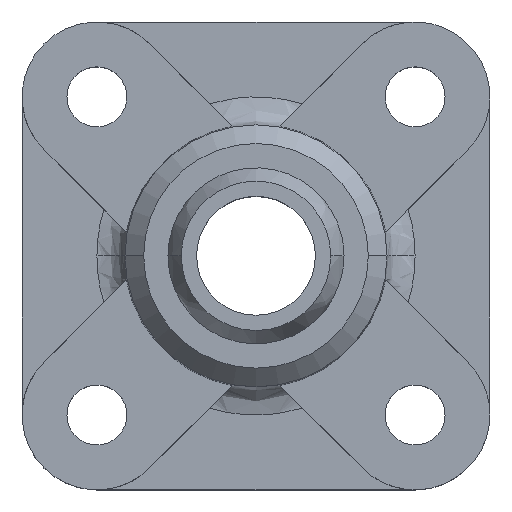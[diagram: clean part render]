
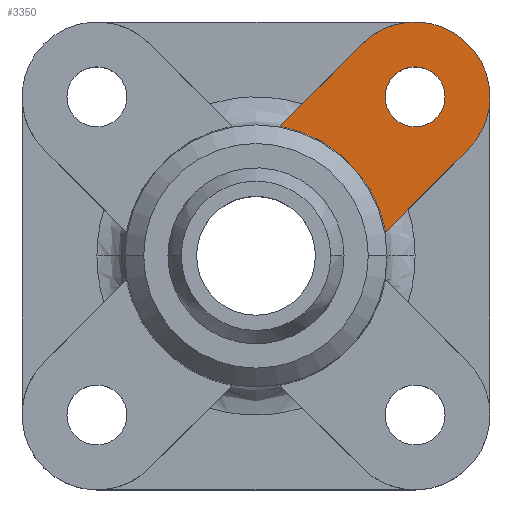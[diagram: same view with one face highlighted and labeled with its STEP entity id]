
A CAD part, top view. The second image highlights one B-rep face of the part: STEP entity #3350.
In plain terms, the highlighted planar face has unit normal (0, 0, 1).
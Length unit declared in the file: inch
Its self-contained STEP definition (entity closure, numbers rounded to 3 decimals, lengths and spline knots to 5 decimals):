
#8 = DIRECTION ( 'NONE',  ( 0., 0., -1. ) ) ;
#161 = AXIS2_PLACEMENT_3D ( 'NONE', #2561, #2866, #3770 ) ;
#179 = EDGE_CURVE ( 'NONE', #3630, #1842, #857, .T. ) ;
#306 = CARTESIAN_POINT ( 'NONE',  ( 0.05018, 0.27289, 0.17717 ) ) ;
#454 = CARTESIAN_POINT ( 'NONE',  ( 0., 0., 0.17717 ) ) ;
#455 = CARTESIAN_POINT ( 'NONE',  ( 0.39764, 0.33465, 0.17717 ) ) ;
#721 = AXIS2_PLACEMENT_3D ( 'NONE', #454, #3130, #1320 ) ;
#811 = EDGE_CURVE ( 'NONE', #1842, #3578, #2763, .T. ) ;
#857 = LINE ( 'NONE', #306, #1920 ) ;
#938 = VERTEX_POINT ( 'NONE', #455 ) ;
#977 = EDGE_CURVE ( 'NONE', #938, #3247, #2433, .T. ) ;
#1099 = CARTESIAN_POINT ( 'NONE',  ( 0.446, 0.22329, 0.17717 ) ) ;
#1140 = CARTESIAN_POINT ( 'NONE',  ( 0.33465, 0.33465, 0.17717 ) ) ;
#1192 = ORIENTED_EDGE ( 'NONE', *, *, #1281, .F. ) ;
#1281 = EDGE_CURVE ( 'NONE', #2411, #2605, #3393, .T. ) ;
#1320 = DIRECTION ( 'NONE',  ( -1., 0., 0. ) ) ;
#1412 = DIRECTION ( 'NONE',  ( 1., 0., 0. ) ) ;
#1507 = CIRCLE ( 'NONE', #3453, 0.06299 ) ;
#1537 = ORIENTED_EDGE ( 'NONE', *, *, #811, .F. ) ;
#1560 = ORIENTED_EDGE ( 'NONE', *, *, #2208, .F. ) ;
#1597 = DIRECTION ( 'NONE',  ( 0., 0., -1. ) ) ;
#1673 = VECTOR ( 'NONE', #2801, 39.37008 ) ;
#1683 = CARTESIAN_POINT ( 'NONE',  ( 0.11136, -0.11136, 0.17717 ) ) ;
#1756 = CARTESIAN_POINT ( 'NONE',  ( 0., 0., 0.17717 ) ) ;
#1779 = PLANE ( 'NONE',  #3868 ) ;
#1842 = VERTEX_POINT ( 'NONE', #3288 ) ;
#1920 = VECTOR ( 'NONE', #3863, 39.37008 ) ;
#1953 = CARTESIAN_POINT ( 'NONE',  ( 0.49213, 0.33465, 0.17717 ) ) ;
#2035 = CARTESIAN_POINT ( 'NONE',  ( 0.27165, 0.33465, 0.17717 ) ) ;
#2068 = CARTESIAN_POINT ( 'NONE',  ( 0.27289, 0.05018, 0.17717 ) ) ;
#2128 = ORIENTED_EDGE ( 'NONE', *, *, #977, .T. ) ;
#2155 = FACE_OUTER_BOUND ( 'NONE', #3432, .T. ) ;
#2208 = EDGE_CURVE ( 'NONE', #3578, #2411, #2988, .T. ) ;
#2226 = EDGE_CURVE ( 'NONE', #3630, #2605, #2235, .T. ) ;
#2235 = CIRCLE ( 'NONE', #721, 0.27747 ) ;
#2243 = AXIS2_PLACEMENT_3D ( 'NONE', #3227, #3531, #1412 ) ;
#2411 = VERTEX_POINT ( 'NONE', #1099 ) ;
#2433 = CIRCLE ( 'NONE', #2243, 0.06299 ) ;
#2561 = CARTESIAN_POINT ( 'NONE',  ( 0.33465, 0.33465, 0.17717 ) ) ;
#2593 = FACE_BOUND ( 'NONE', #3419, .T. ) ;
#2605 = VERTEX_POINT ( 'NONE', #2068 ) ;
#2753 = CARTESIAN_POINT ( 'NONE',  ( 0.33465, 0.33465, 0.17717 ) ) ;
#2762 = DIRECTION ( 'NONE',  ( 1., 0., 0. ) ) ;
#2763 = CIRCLE ( 'NONE', #161, 0.15748 ) ;
#2801 = DIRECTION ( 'NONE',  ( -0.707, -0.707, 0. ) ) ;
#2812 = CARTESIAN_POINT ( 'NONE',  ( 0.05018, 0.27289, 0.17717 ) ) ;
#2866 = DIRECTION ( 'NONE',  ( 0., 0., -1. ) ) ;
#2938 = ORIENTED_EDGE ( 'NONE', *, *, #3353, .T. ) ;
#2988 = CIRCLE ( 'NONE', #3866, 0.15748 ) ;
#3047 = DIRECTION ( 'NONE',  ( 0., 0., -1. ) ) ;
#3130 = DIRECTION ( 'NONE',  ( 0., 0., -1. ) ) ;
#3227 = CARTESIAN_POINT ( 'NONE',  ( 0.33465, 0.33465, 0.17717 ) ) ;
#3247 = VERTEX_POINT ( 'NONE', #2035 ) ;
#3288 = CARTESIAN_POINT ( 'NONE',  ( 0.22329, 0.446, 0.17717 ) ) ;
#3350 = ADVANCED_FACE ( 'NONE', ( #2155, #2593 ), #1779, .F. ) ;
#3353 = EDGE_CURVE ( 'NONE', #3247, #938, #1507, .T. ) ;
#3393 = LINE ( 'NONE', #1683, #1673 ) ;
#3417 = DIRECTION ( 'NONE',  ( 1., 0., 0. ) ) ;
#3419 = EDGE_LOOP ( 'NONE', ( #2128, #2938 ) ) ;
#3432 = EDGE_LOOP ( 'NONE', ( #1192, #1560, #1537, #3653, #3878 ) ) ;
#3453 = AXIS2_PLACEMENT_3D ( 'NONE', #2753, #3047, #2762 ) ;
#3531 = DIRECTION ( 'NONE',  ( 0., 0., -1. ) ) ;
#3578 = VERTEX_POINT ( 'NONE', #1953 ) ;
#3630 = VERTEX_POINT ( 'NONE', #2812 ) ;
#3653 = ORIENTED_EDGE ( 'NONE', *, *, #179, .F. ) ;
#3770 = DIRECTION ( 'NONE',  ( 1., 0., 0. ) ) ;
#3859 = DIRECTION ( 'NONE',  ( -1., 0., 0. ) ) ;
#3863 = DIRECTION ( 'NONE',  ( 0.707, 0.707, 0. ) ) ;
#3866 = AXIS2_PLACEMENT_3D ( 'NONE', #1140, #1597, #3417 ) ;
#3868 = AXIS2_PLACEMENT_3D ( 'NONE', #1756, #8, #3859 ) ;
#3878 = ORIENTED_EDGE ( 'NONE', *, *, #2226, .T. ) ;
